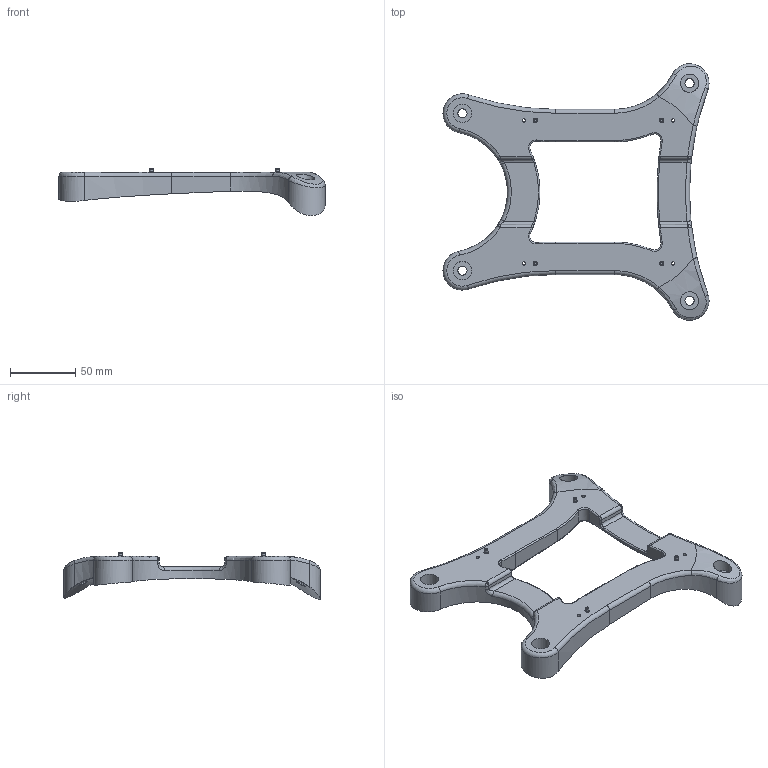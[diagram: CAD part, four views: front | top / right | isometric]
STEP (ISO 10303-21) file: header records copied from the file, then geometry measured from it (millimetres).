
FILE_DESCRIPTION(/* description */ (''),/* implementation_level */ '2;1');
FILE_NAME(/* name */ 'g1_interface.step',/* time_stamp */ '2026-01-13T11:14:36-03:00',/* author */ (''),/* organization */ (''),/* preprocessor_version */ 'ST-DEVELOPER v20.1',/* originating_system */ 'Autodesk Translation Framework v14.21.0.0',/* authorisation */ '');
FILE_SCHEMA (('AUTOMOTIVE_DESIGN { 1 0 10303 214 3 1 1 }'));
Length unit declared in the file: millimetre
Products named in the file (2): (Unsaved); Configuração 1
Assembly tree (1 placements, depth 2):
  (Unsaved)
    Configuração 1
Bounding box: 204.6 x 197.2 x 36.2 mm (x, y, z)
Volume: 229162.5 mm3; surface area: 53606.5 mm2
Topology: 1 solids, 1 shells, 422 faces, 1151 edges, 743 vertices
Faces by surface type: bspline 227, plane 105, cylinder 56, torus 34
Full cylindrical faces by diameter (mm): 2.5 x8, 7 x4, 14 x4
Entity records: 20278 total; most frequent: CARTESIAN_POINT 11608, ORIENTED_EDGE 2294, DIRECTION 1189, EDGE_CURVE 1147, VERTEX_POINT 743, EDGE_LOOP 456, LINE 423, VECTOR 423
